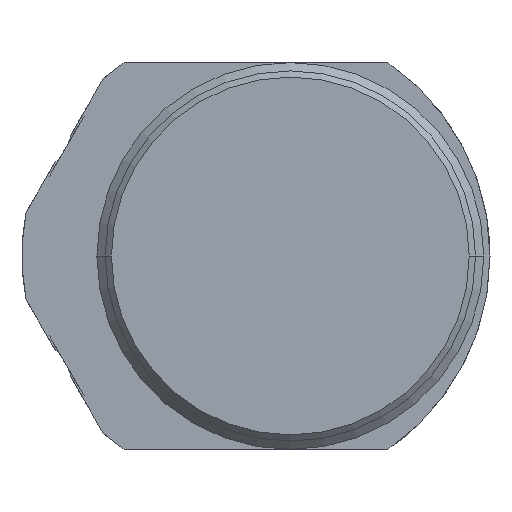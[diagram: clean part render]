
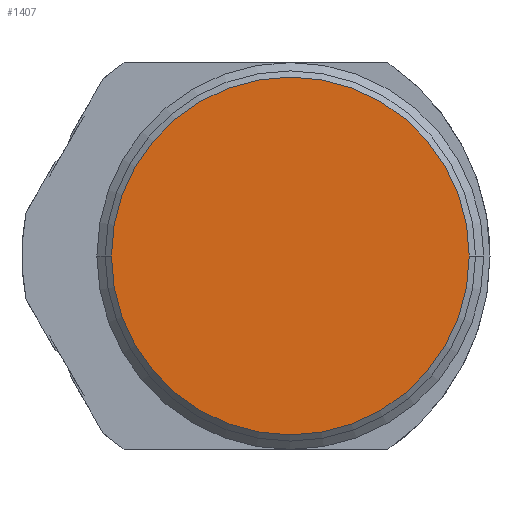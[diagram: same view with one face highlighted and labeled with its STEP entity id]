
A CAD part, left-side view. The second image highlights one B-rep face of the part: STEP entity #1407.
In plain terms, the highlighted planar face has unit normal (-1, 0, 0).
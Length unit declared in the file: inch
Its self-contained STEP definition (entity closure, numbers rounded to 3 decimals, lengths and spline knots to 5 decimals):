
#271=CARTESIAN_POINT('',(-3.312,-0.165,0.));
#272=DIRECTION('',(-1.,0.,0.));
#273=DIRECTION('',(0.,1.,0.));
#274=AXIS2_PLACEMENT_3D('',#271,#272,#273);
#289=CARTESIAN_POINT('',(-3.312,-0.165,0.));
#290=DIRECTION('',(1.,0.,0.));
#291=DIRECTION('',(0.,1.,0.));
#292=AXIS2_PLACEMENT_3D('',#289,#290,#291);
#940=CARTESIAN_POINT('',(-3.312,0.695,0.));
#941=CARTESIAN_POINT('',(-3.312,-1.025,0.));
#942=VERTEX_POINT('',#940);
#943=VERTEX_POINT('',#941);
#1397=CARTESIAN_POINT('',(-3.312,0.,0.));
#1398=DIRECTION('',(1.,0.,0.));
#1399=DIRECTION('',(0.,0.,-1.));
#1400=AXIS2_PLACEMENT_3D('',#1397,#1398,#1399);
#1401=PLANE('',#1400);
#1402=ORIENTED_EDGE('',*,*,#1387,.F.);
#1404=ORIENTED_EDGE('',*,*,#1403,.T.);
#1405=EDGE_LOOP('',(#1402,#1404));
#1406=FACE_OUTER_BOUND('',#1405,.F.);
#1407=ADVANCED_FACE('',(#1406),#1401,.F.);
#275=CIRCLE('',#274,0.86);
#293=CIRCLE('',#292,0.86);
#1387=EDGE_CURVE('',#942,#943,#275,.T.);
#1403=EDGE_CURVE('',#942,#943,#293,.T.);
